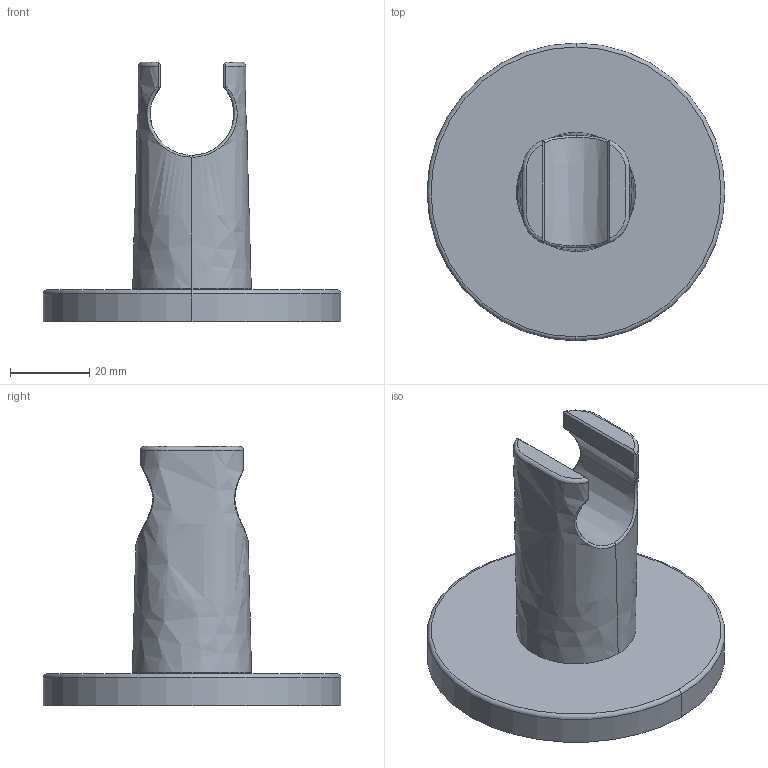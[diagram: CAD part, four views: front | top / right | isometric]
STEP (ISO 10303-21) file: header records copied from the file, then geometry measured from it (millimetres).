
FILE_DESCRIPTION (( 'STEP AP203' ), '1' );
FILE_NAME ('251302(2017)+44440163.STEP', '2017-03-21T12:15:25', ( '' ), ( '' ), 'SwSTEP 2.0', 'SolidWorks 2016', '' );
FILE_SCHEMA (( 'CONFIG_CONTROL_DESIGN' ));
Length unit declared in the file: millimetre
Products named in the file (1): 251302(2017)+44440163
Bounding box: 75 x 75 x 65.3 mm (x, y, z)
Volume: 63345.7 mm3; surface area: 16447.2 mm2
Topology: 1 solids, 1 shells, 30 faces, 77 edges, 51 vertices
Faces by surface type: bspline 12, plane 9, cylinder 4, cone 3, torus 2
Entity records: 2454 total; most frequent: CARTESIAN_POINT 1778, ORIENTED_EDGE 154, EDGE_CURVE 77, DIRECTION 75, B_SPLINE_CURVE_WITH_KNOTS 51, VERTEX_POINT 51, EDGE_LOOP 32, AXIS2_PLACEMENT_3D 31
